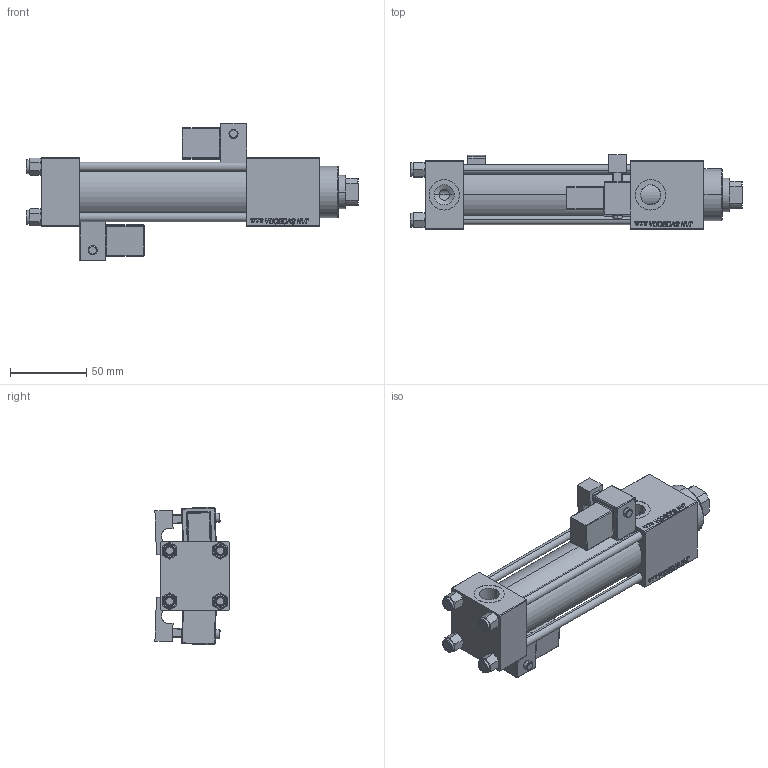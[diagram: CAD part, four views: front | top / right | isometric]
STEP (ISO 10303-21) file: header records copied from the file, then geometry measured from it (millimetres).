
FILE_DESCRIPTION (( 'STEP AP203' ), '1' );
FILE_NAME ('84d3.STEP', '2022-09-14T00:01:31', ( '' ), ( '' ), 'SwSTEP 2.0', 'SolidWorks 2019', '' );
FILE_SCHEMA (( 'CONFIG_CONTROL_DESIGN' ));
Length unit declared in the file: millimetre
Products named in the file (9): 84d3; V215CR_C_Body 67b8e643097fa4e2a84654ed790175fd; V215CR_MSU 67b8e643097fa4e2a84654ed790175fd; V215CR_C_TYCINKA 67b8e643097fa4e2a84654ed790175fd; FEMALE_PART_FOR_DFA 67b8e643097fa4e2a84654ed790175fd; V215CR_VCP_C 67b8e643097fa4e2a84654ed790175fd; V215_VC_A 67b8e643097fa4e2a84654ed790175fd; NUT_M5_C 67b8e643097fa4e2a84654ed790175fd; DFA 67b8e643097fa4e2a84654ed790175fd
Assembly tree (15 placements, depth 3):
  84d3
    V215CR_C_Body 67b8e643097fa4e2a84654ed790175fd
    V215CR_VCP_C 67b8e643097fa4e2a84654ed790175fd
    NUT_M5_C 67b8e643097fa4e2a84654ed790175fd  x4
    V215CR_C_TYCINKA 67b8e643097fa4e2a84654ed790175fd  x4
    V215_VC_A 67b8e643097fa4e2a84654ed790175fd
    DFA 67b8e643097fa4e2a84654ed790175fd
      FEMALE_PART_FOR_DFA 67b8e643097fa4e2a84654ed790175fd
    V215CR_MSU 67b8e643097fa4e2a84654ed790175fd  x2
Bounding box: 218 x 48.72 x 90.31 mm (x, y, z)
Volume: 309548.4 mm3; surface area: 109859.2 mm2
Topology: 14 solids, 14 shells, 1344 faces, 3333 edges, 2119 vertices
Faces by surface type: plane 601, bspline 392, cylinder 159, cone 148, sphere 24, torus 20
Entity records: 53771 total; most frequent: CARTESIAN_POINT 27664, ORIENTED_EDGE 5764, DIRECTION 3904, EDGE_CURVE 2882, VERTEX_POINT 1875, LINE 1738, VECTOR 1738, EDGE_LOOP 1279
